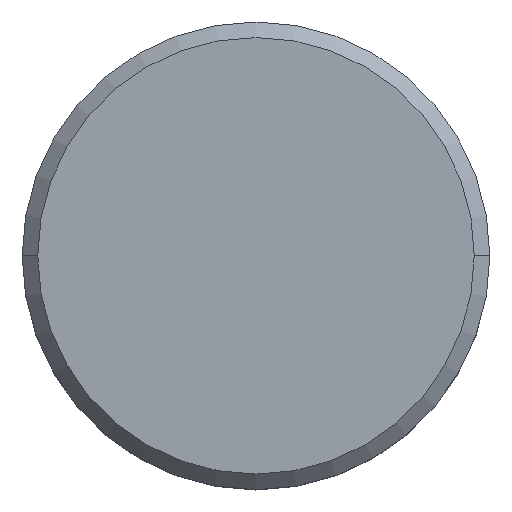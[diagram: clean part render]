
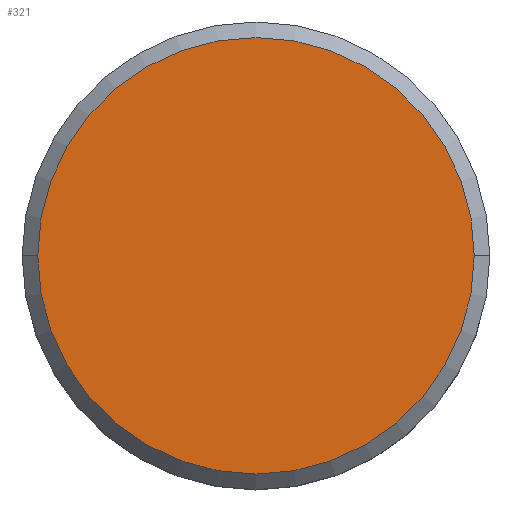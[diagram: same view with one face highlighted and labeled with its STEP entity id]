
A CAD part, top view. The second image highlights one B-rep face of the part: STEP entity #321.
In plain terms, the highlighted planar face has unit normal (0, 0, 1).
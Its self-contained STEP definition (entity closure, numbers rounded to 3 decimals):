
#5 = DIRECTION ( 'NONE',  ( 1., 0., 0. ) ) ;
#43 = ORIENTED_EDGE ( 'NONE', *, *, #187, .T. ) ;
#65 = FACE_OUTER_BOUND ( 'NONE', #439, .T. ) ;
#70 = DIRECTION ( 'NONE',  ( 0., 0., 1. ) ) ;
#76 = CARTESIAN_POINT ( 'NONE',  ( 0., 0., 0. ) ) ;
#81 = CIRCLE ( 'NONE', #106, 7. ) ;
#105 = CARTESIAN_POINT ( 'NONE',  ( -7., 0., 0. ) ) ;
#106 = AXIS2_PLACEMENT_3D ( 'NONE', #141, #466, #5 ) ;
#108 = CARTESIAN_POINT ( 'NONE',  ( 0., 0., 0. ) ) ;
#125 = VERTEX_POINT ( 'NONE', #105 ) ;
#141 = CARTESIAN_POINT ( 'NONE',  ( 0., 0., 0. ) ) ;
#142 = AXIS2_PLACEMENT_3D ( 'NONE', #76, #70, #539 ) ;
#187 = EDGE_CURVE ( 'NONE', #301, #125, #81, .T. ) ;
#214 = DIRECTION ( 'NONE',  ( 0., 0., 1. ) ) ;
#294 = DIRECTION ( 'NONE',  ( 1., 0., 0. ) ) ;
#300 = CARTESIAN_POINT ( 'NONE',  ( 7., 0., 0. ) ) ;
#301 = VERTEX_POINT ( 'NONE', #300 ) ;
#308 = AXIS2_PLACEMENT_3D ( 'NONE', #108, #214, #294 ) ;
#321 = ADVANCED_FACE ( 'NONE', ( #65 ), #333, .T. ) ;
#333 = PLANE ( 'NONE',  #308 ) ;
#372 = EDGE_CURVE ( 'NONE', #125, #301, #409, .T. ) ;
#409 = CIRCLE ( 'NONE', #142, 7. ) ;
#439 = EDGE_LOOP ( 'NONE', ( #487, #43 ) ) ;
#466 = DIRECTION ( 'NONE',  ( 0., 0., 1. ) ) ;
#487 = ORIENTED_EDGE ( 'NONE', *, *, #372, .T. ) ;
#539 = DIRECTION ( 'NONE',  ( 1., 0., 0. ) ) ;
